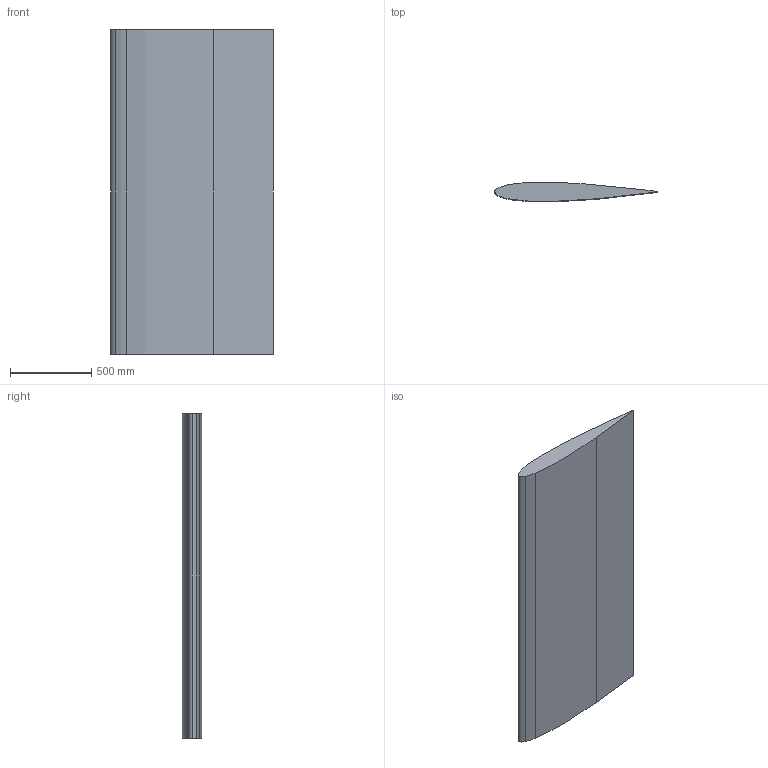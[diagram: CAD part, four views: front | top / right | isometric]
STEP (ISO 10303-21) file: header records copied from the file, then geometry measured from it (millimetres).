
FILE_DESCRIPTION (( 'STEP AP203' ), '1' );
FILE_NAME ('Naca0012.STEP', '2015-04-30T10:25:16', ( '' ), ( '' ), 'SwSTEP 2.0', 'SolidWorks 2014', '' );
FILE_SCHEMA (( 'CONFIG_CONTROL_DESIGN' ));
Length unit declared in the file: millimetre
Products named in the file (1): Naca0012
Bounding box: 1000 x 118.76 x 2000 mm (x, y, z)
Volume: 164426025 mm3; surface area: 4248009.7 mm2
Topology: 1 solids, 1 shells, 11 faces, 27 edges, 18 vertices
Faces by surface type: bspline 8, plane 3
Entity records: 866 total; most frequent: CARTESIAN_POINT 581, ORIENTED_EDGE 54, EDGE_CURVE 27, DIRECTION 19, VERTEX_POINT 18, B_SPLINE_CURVE_WITH_KNOTS 16, VECTOR 11, FACE_OUTER_BOUND 11
